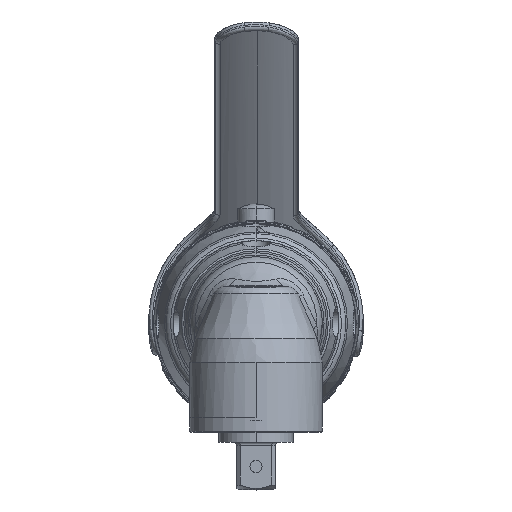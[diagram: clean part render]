
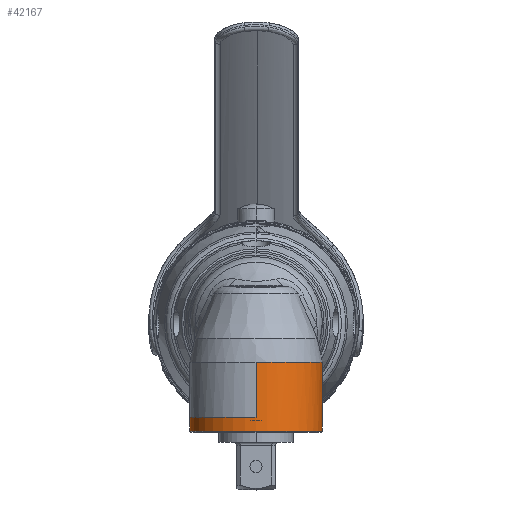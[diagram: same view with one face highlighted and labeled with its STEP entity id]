
A CAD part, top view. The second image highlights one B-rep face of the part: STEP entity #42167.
In plain terms, the highlighted cylindrical face has radius 11 mm (diameter 22 mm), a partial arc.
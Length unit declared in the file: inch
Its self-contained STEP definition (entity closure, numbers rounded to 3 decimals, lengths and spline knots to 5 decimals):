
#3811=CARTESIAN_POINT('',(0.,-0.61811,6.30315));
#3812=DIRECTION('',(0.,1.,0.));
#3813=DIRECTION('',(-1.,0.,0.));
#3814=AXIS2_PLACEMENT_3D('',#3811,#3812,#3813);
#3816=DIRECTION('',(0.,-1.,0.));
#3817=VECTOR('',#3816,0.09055);
#3818=CARTESIAN_POINT('',(-0.43307,-0.61811,
6.30315));
#3819=LINE('',#3818,#3817);
#3820=DIRECTION('',(0.,-1.,0.));
#3821=VECTOR('',#3820,0.09055);
#3822=CARTESIAN_POINT('',(0.43307,-0.61811,
6.30315));
#3823=LINE('',#3822,#3821);
#3824=DIRECTION('',(0.,-1.,0.));
#3825=VECTOR('',#3824,0.14567);
#3826=CARTESIAN_POINT('',(0.,-0.47244,
5.87008));
#3827=LINE('',#3826,#3825);
#3876=DIRECTION('',(0.,-1.,0.));
#3877=VECTOR('',#3876,0.36013);
#3878=CARTESIAN_POINT('',(0.,-0.25798,6.73622));
#3879=LINE('',#3878,#3877);
#3880=CARTESIAN_POINT('',(0.,-0.61811,6.30315));
#3881=DIRECTION('',(0.,1.,0.));
#3882=DIRECTION('',(1.,0.,0.));
#3883=AXIS2_PLACEMENT_3D('',#3880,#3881,#3882);
#3885=CARTESIAN_POINT('',(0.,-0.25798,6.30315));
#3886=DIRECTION('',(0.,-1.,0.));
#3887=DIRECTION('',(0.852,0.,-0.524));
#3888=AXIS2_PLACEMENT_3D('',#3885,#3886,#3887);
#3890=CARTESIAN_POINT('',(0.36892,-0.25798,
6.07632));
#3891=CARTESIAN_POINT('',(0.36746,-0.26126,
6.07395));
#3892=CARTESIAN_POINT('',(0.36442,-0.26775,
6.06912));
#3893=CARTESIAN_POINT('',(0.3595,-0.2772,
6.06161));
#3894=CARTESIAN_POINT('',(0.35418,-0.28638,
6.05387));
#3895=CARTESIAN_POINT('',(0.34843,-0.29531,
6.04589));
#3896=CARTESIAN_POINT('',(0.34219,-0.30405,
6.03765));
#3897=CARTESIAN_POINT('',(0.33541,-0.31264,
6.02911));
#3898=CARTESIAN_POINT('',(0.32797,-0.32115,
6.02024));
#3899=CARTESIAN_POINT('',(0.31973,-0.32968,
6.01096));
#3900=CARTESIAN_POINT('',(0.31052,-0.33838,
6.00116));
#3901=CARTESIAN_POINT('',(0.30005,-0.34742,
5.99074));
#3902=CARTESIAN_POINT('',(0.28806,-0.357,
5.97962));
#3903=CARTESIAN_POINT('',(0.27468,-0.36713,
5.96818));
#3904=CARTESIAN_POINT('',(0.26196,-0.3766,
5.95818));
#3905=CARTESIAN_POINT('',(0.25457,-0.38223,
5.95277));
#3906=CARTESIAN_POINT('',(0.25113,-0.3849,
5.95032));
#3908=CARTESIAN_POINT('',(0.25113,-0.3849,
5.95032));
#3909=CARTESIAN_POINT('',(0.24716,-0.38798,
5.9475));
#3910=CARTESIAN_POINT('',(0.23921,-0.39393,
5.94204));
#3911=CARTESIAN_POINT('',(0.22722,-0.40229,
5.93438));
#3912=CARTESIAN_POINT('',(0.21518,-0.41009,
5.92723));
#3913=CARTESIAN_POINT('',(0.20311,-0.41735,
5.92058));
#3914=CARTESIAN_POINT('',(0.19102,-0.42408,
5.91441));
#3915=CARTESIAN_POINT('',(0.17893,-0.43031,
5.9087));
#3916=CARTESIAN_POINT('',(0.16684,-0.43605,
5.90344));
#3917=CARTESIAN_POINT('',(0.15477,-0.44132,
5.89861));
#3918=CARTESIAN_POINT('',(0.14271,-0.44613,
5.8942));
#3919=CARTESIAN_POINT('',(0.13066,-0.45049,
5.8902));
#3920=CARTESIAN_POINT('',(0.11865,-0.45443,
5.88659));
#3921=CARTESIAN_POINT('',(0.10666,-0.45795,
5.88336));
#3922=CARTESIAN_POINT('',(0.09471,-0.46107,
5.8805));
#3923=CARTESIAN_POINT('',(0.08278,-0.46379,
5.87801));
#3924=CARTESIAN_POINT('',(0.07086,-0.46613,
5.87586));
#3925=CARTESIAN_POINT('',(0.05897,-0.4681,
5.87406));
#3926=CARTESIAN_POINT('',(0.04711,-0.4697,
5.87259));
#3927=CARTESIAN_POINT('',(0.03528,-0.47093,
5.87146));
#3928=CARTESIAN_POINT('',(0.02348,-0.4718,
5.87066));
#3929=CARTESIAN_POINT('',(0.01172,-0.47232,
5.87018));
#3930=CARTESIAN_POINT('',(0.0039,-0.47244,
5.87008));
#3931=CARTESIAN_POINT('',(0.,-0.47244,
5.87008));
#3938=CARTESIAN_POINT('',(0.,-0.70866,6.30315));
#3939=DIRECTION('',(0.,1.,0.));
#3940=DIRECTION('',(-1.,0.,0.));
#3941=AXIS2_PLACEMENT_3D('',#3938,#3939,#3940);
#39095=VERTEX_POINT('',#3908);
#39096=VERTEX_POINT('',#3931);
#39128=CARTESIAN_POINT('',(0.36892,-0.25798,
6.07632));
#39129=CARTESIAN_POINT('',(0.,-0.25798,6.73622));
#39130=VERTEX_POINT('',#39128);
#39131=VERTEX_POINT('',#39129);
#39188=CARTESIAN_POINT('',(-0.43307,-0.70866,
6.30315));
#39189=CARTESIAN_POINT('',(0.43307,-0.70866,
6.30315));
#39190=VERTEX_POINT('',#39188);
#39191=VERTEX_POINT('',#39189);
#39224=CARTESIAN_POINT('',(-0.43307,-0.61811,
6.30315));
#39225=CARTESIAN_POINT('',(0.,-0.61811,6.73622));
#39226=VERTEX_POINT('',#39224);
#39227=VERTEX_POINT('',#39225);
#39232=CARTESIAN_POINT('',(0.43307,-0.61811,
6.30315));
#39233=CARTESIAN_POINT('',(0.,-0.61811,5.87008));
#39234=VERTEX_POINT('',#39232);
#39235=VERTEX_POINT('',#39233);
#42146=CARTESIAN_POINT('',(0.,-0.79724,6.30315));
#42147=DIRECTION('',(0.,1.,0.));
#42148=DIRECTION('',(0.,0.,-1.));
#42149=AXIS2_PLACEMENT_3D('',#42146,#42147,#42148);
#42150=CYLINDRICAL_SURFACE('',#42149,0.43307);
#42151=ORIENTED_EDGE('',*,*,#42125,.F.);
#42152=ORIENTED_EDGE('',*,*,#42123,.T.);
#42154=ORIENTED_EDGE('',*,*,#42153,.F.);
#42155=ORIENTED_EDGE('',*,*,#42119,.F.);
#42156=ORIENTED_EDGE('',*,*,#42117,.T.);
#42157=ORIENTED_EDGE('',*,*,#42134,.F.);
#42159=ORIENTED_EDGE('',*,*,#42158,.F.);
#42161=ORIENTED_EDGE('',*,*,#42160,.T.);
#42163=ORIENTED_EDGE('',*,*,#42162,.T.);
#42164=ORIENTED_EDGE('',*,*,#42127,.T.);
#42165=EDGE_LOOP('',(#42151,#42152,#42154,#42155,#42156,#42157,#42159,#42161,
#42163,#42164));
#42166=FACE_OUTER_BOUND('',#42165,.F.);
#3815=CIRCLE('',#3814,0.43307);
#3884=CIRCLE('',#3883,0.43307);
#3889=CIRCLE('',#3888,0.43307);
#3907=B_SPLINE_CURVE_WITH_KNOTS('',3,(#3890,#3891,#3892,#3893,#3894,#3895,#3896,
#3897,#3898,#3899,#3900,#3901,#3902,#3903,#3904,#3905,#3906),.UNSPECIFIED.,.F.,
.F.,(4,1,1,1,1,1,1,1,1,1,1,1,1,1,4),(0.,0.07143,0.14286,
0.21429,0.28571,0.35714,0.42857,0.5,
0.57143,0.64286,0.71429,0.78571,
0.85714,0.92857,1.),.UNSPECIFIED.);
#3932=B_SPLINE_CURVE_WITH_KNOTS('',3,(#3908,#3909,#3910,#3911,#3912,#3913,#3914,
#3915,#3916,#3917,#3918,#3919,#3920,#3921,#3922,#3923,#3924,#3925,#3926,#3927,
#3928,#3929,#3930,#3931),.UNSPECIFIED.,.F.,.F.,(4,1,1,1,1,1,1,1,1,1,1,1,1,1,1,1,
1,1,1,1,1,4),(0.,0.04762,0.09524,0.14286,
0.19048,0.2381,0.28571,0.33333,
0.38095,0.42857,0.47619,0.52381,
0.57143,0.61905,0.66667,0.71429,
0.7619,0.80952,0.85714,0.90476,
0.95238,1.),.UNSPECIFIED.);
#3942=CIRCLE('',#3941,0.43307);
#42117=EDGE_CURVE('',#39226,#39227,#3815,.T.);
#42119=EDGE_CURVE('',#39226,#39190,#3819,.T.);
#42123=EDGE_CURVE('',#39234,#39191,#3823,.T.);
#42125=EDGE_CURVE('',#39234,#39235,#3884,.T.);
#42127=EDGE_CURVE('',#39096,#39235,#3827,.T.);
#42134=EDGE_CURVE('',#39131,#39227,#3879,.T.);
#42153=EDGE_CURVE('',#39190,#39191,#3942,.T.);
#42158=EDGE_CURVE('',#39130,#39131,#3889,.T.);
#42160=EDGE_CURVE('',#39130,#39095,#3907,.T.);
#42162=EDGE_CURVE('',#39095,#39096,#3932,.T.);
#42167=ADVANCED_FACE('',(#42166),#42150,.T.);
